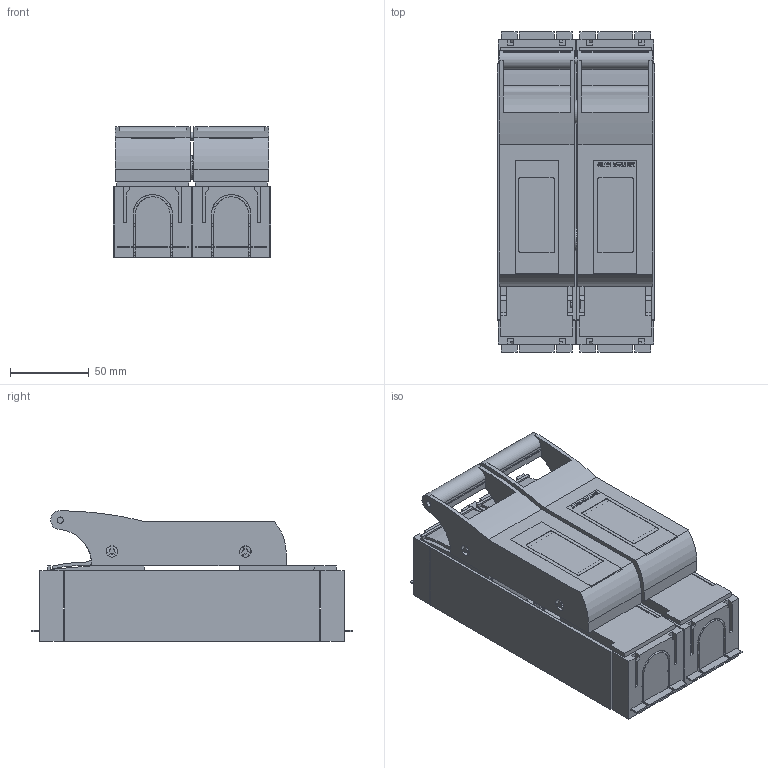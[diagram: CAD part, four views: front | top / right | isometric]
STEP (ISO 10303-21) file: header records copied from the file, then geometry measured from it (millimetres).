
FILE_DESCRIPTION(('CATIA V5 STEP'),'2;1');
FILE_NAME('T500112000_L_NH-Sicherungslasttrennschalter-KETO-00-2_F.stp','2017-02-20T14:18:36+00:00',('none'),('Jean Müller GmbH'),'CATIA Version 5 Release 19 SP 9 (IN-10)','CATIA V5 STEP AP214','none');
FILE_SCHEMA(('AUTOMOTIVE_DESIGN { 1 0 10303 214 1 1 1 1 }'));
Length unit declared in the file: millimetre
Products named in the file (14): T500112000_L_NH-Sicherungslasttrennschalter KETO-00-2/F; 34174_L_Trennergehaeuse Gr00_1-polig; 31916_Verbindungsclip; 67107_Rohrniet B4x03x6; 34175_L_Abdeckung oben Gr00-1-polig; 34176_L_Abdeckung unten Gr00_1-polig; 34199_L_Frontplatte Gr00_1-polig; 85915_Isolierhülse; 68366_Zylinderstift ISO 8734 - 5x22 - A - St; 85916_Rastniet; 153126_L01_Federkontakt Gr00; 65716_Sechskantschraube mit Ring M8x16_Z4_DIN933; 34207_L_Scheibe Gr00; 34207_L01_Scheibe Gr00-KETO
Assembly tree (29 placements, depth 2):
  T500112000_L_NH-Sicherungslasttrennschalter KETO-00-2/F
    34174_L_Trennergehaeuse Gr00_1-polig  x2
    31916_Verbindungsclip  x2
    67107_Rohrniet B4x03x6  x2
    34175_L_Abdeckung oben Gr00-1-polig  x2
    34176_L_Abdeckung unten Gr00_1-polig  x2
    34199_L_Frontplatte Gr00_1-polig  x2
    85915_Isolierhülse  x2
    68366_Zylinderstift ISO 8734 - 5x22 - A - St
    85916_Rastniet  x4
    153126_L01_Federkontakt Gr00  x4
    65716_Sechskantschraube mit Ring M8x16_Z4_DIN933  x4
    34207_L_Scheibe Gr00
    34207_L01_Scheibe Gr00-KETO
Bounding box: 100 x 204.05 x 83.19 mm (x, y, z)
Volume: 720040.3 mm3; surface area: 273590.1 mm2
Topology: 29 solids, 29 shells, 2410 faces, 6586 edges, 4260 vertices
Faces by surface type: plane 1906, cylinder 380, cone 60, torus 40, sphere 16, bspline 8
Entity records: 33814 total; most frequent: CARTESIAN_POINT 6444, ORIENTED_EDGE 6106, DIRECTION 4505, EDGE_CURVE 3053, VECTOR 2483, LINE 2483, VERTEX_POINT 2003, AXIS2_PLACEMENT_3D 1248
